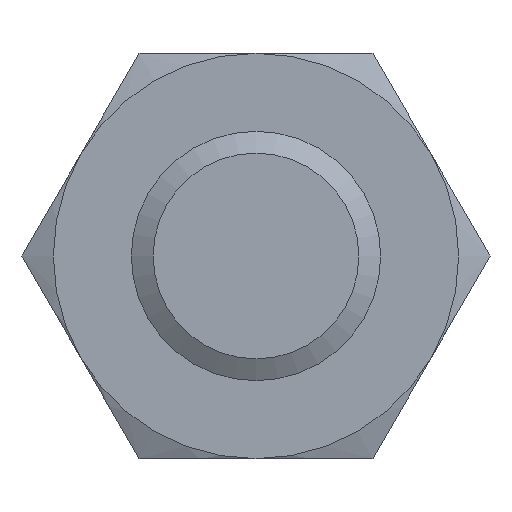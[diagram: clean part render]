
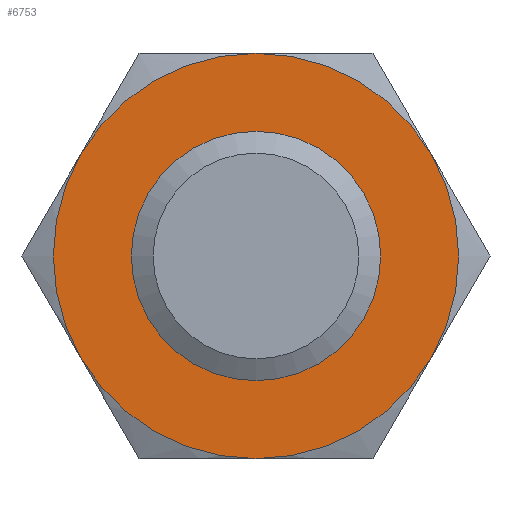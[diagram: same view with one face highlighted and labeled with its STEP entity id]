
A CAD part, left-side view. The second image highlights one B-rep face of the part: STEP entity #6753.
In plain terms, the highlighted planar face has unit normal (-1, 0, 0).
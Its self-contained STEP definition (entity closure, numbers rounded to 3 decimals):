
#2188 = VERTEX_POINT('',#2189);
#2189 = CARTESIAN_POINT('',(10.,0.,6.5));
#2209 = CONICAL_SURFACE('',#2210,6.5,1.222);
#2210 = AXIS2_PLACEMENT_3D('',#2211,#2212,#2213);
#2211 = CARTESIAN_POINT('',(10.,0.,0.));
#2212 = DIRECTION('',(1.,-0.,-0.));
#2213 = DIRECTION('',(-0.,0.,-1.));
#2263 = CONICAL_SURFACE('',#2264,6.5,1.222);
#2264 = AXIS2_PLACEMENT_3D('',#2265,#2266,#2267);
#2265 = CARTESIAN_POINT('',(10.,0.,0.));
#2266 = DIRECTION('',(1.,-0.,-0.));
#2267 = DIRECTION('',(-0.,0.,-1.));
#2768 = VERTEX_POINT('',#2769);
#2769 = CARTESIAN_POINT('',(10.,5.629,-3.25));
#2789 = CONICAL_SURFACE('',#2790,6.5,1.222);
#2790 = AXIS2_PLACEMENT_3D('',#2791,#2792,#2793);
#2791 = CARTESIAN_POINT('',(10.,0.,0.));
#2792 = DIRECTION('',(1.,-0.,-0.));
#2793 = DIRECTION('',(-0.,0.,-1.));
#2843 = CONICAL_SURFACE('',#2844,6.5,1.222);
#2844 = AXIS2_PLACEMENT_3D('',#2845,#2846,#2847);
#2845 = CARTESIAN_POINT('',(10.,0.,0.));
#2846 = DIRECTION('',(1.,-0.,-0.));
#2847 = DIRECTION('',(-0.,0.,-1.));
#2984 = VERTEX_POINT('',#2985);
#2985 = CARTESIAN_POINT('',(10.,-5.629,-3.25));
#3005 = CONICAL_SURFACE('',#3006,6.5,1.222);
#3006 = AXIS2_PLACEMENT_3D('',#3007,#3008,#3009);
#3007 = CARTESIAN_POINT('',(10.,0.,0.));
#3008 = DIRECTION('',(1.,-0.,-0.));
#3009 = DIRECTION('',(-0.,0.,-1.));
#3059 = CONICAL_SURFACE('',#3060,6.5,1.222);
#3060 = AXIS2_PLACEMENT_3D('',#3061,#3062,#3063);
#3061 = CARTESIAN_POINT('',(10.,0.,0.));
#3062 = DIRECTION('',(1.,-0.,-0.));
#3063 = DIRECTION('',(-0.,0.,-1.));
#5403 = VERTEX_POINT('',#5404);
#5404 = CARTESIAN_POINT('',(10.,-5.629,3.25));
#5454 = EDGE_CURVE('',#2188,#5403,#5455,.T.);
#5455 = SURFACE_CURVE('',#5456,(#5461,#5468),.PCURVE_S1.);
#5456 = CIRCLE('',#5457,6.5);
#5457 = AXIS2_PLACEMENT_3D('',#5458,#5459,#5460);
#5458 = CARTESIAN_POINT('',(10.,0.,0.));
#5459 = DIRECTION('',(1.,0.,-0.));
#5460 = DIRECTION('',(-0.,0.,-1.));
#5461 = PCURVE('',#2263,#5462);
#5462 = DEFINITIONAL_REPRESENTATION('',(#5463),#5467);
#5463 = LINE('',#5464,#5465);
#5464 = CARTESIAN_POINT('',(0.,0.));
#5465 = VECTOR('',#5466,1.);
#5466 = DIRECTION('',(1.,0.));
#5467 = ( GEOMETRIC_REPRESENTATION_CONTEXT(2) 
PARAMETRIC_REPRESENTATION_CONTEXT() REPRESENTATION_CONTEXT('2D SPACE',''
  ) );
#5468 = PCURVE('',#5469,#5474);
#5469 = PLANE('',#5470);
#5470 = AXIS2_PLACEMENT_3D('',#5471,#5472,#5473);
#5471 = CARTESIAN_POINT('',(10.,0.,0.));
#5472 = DIRECTION('',(1.,0.,-0.));
#5473 = DIRECTION('',(-0.,0.,-1.));
#5474 = DEFINITIONAL_REPRESENTATION('',(#5475),#5479);
#5475 = CIRCLE('',#5476,6.5);
#5476 = AXIS2_PLACEMENT_2D('',#5477,#5478);
#5477 = CARTESIAN_POINT('',(0.,0.));
#5478 = DIRECTION('',(1.,0.));
#5479 = ( GEOMETRIC_REPRESENTATION_CONTEXT(2) 
PARAMETRIC_REPRESENTATION_CONTEXT() REPRESENTATION_CONTEXT('2D SPACE',''
  ) );
#6540 = EDGE_CURVE('',#6541,#6541,#6543,.T.);
#6541 = VERTEX_POINT('',#6542);
#6542 = CARTESIAN_POINT('',(10.,0.,-4.));
#6543 = SURFACE_CURVE('',#6544,(#6549,#6561),.PCURVE_S1.);
#6544 = CIRCLE('',#6545,4.);
#6545 = AXIS2_PLACEMENT_3D('',#6546,#6547,#6548);
#6546 = CARTESIAN_POINT('',(10.,0.,0.));
#6547 = DIRECTION('',(1.,0.,-0.));
#6548 = DIRECTION('',(-0.,0.,-1.));
#6549 = PCURVE('',#6550,#6555);
#6550 = CYLINDRICAL_SURFACE('',#6551,4.);
#6551 = AXIS2_PLACEMENT_3D('',#6552,#6553,#6554);
#6552 = CARTESIAN_POINT('',(46.,0.,0.));
#6553 = DIRECTION('',(-1.,-0.,0.));
#6554 = DIRECTION('',(-0.,0.,-1.));
#6555 = DEFINITIONAL_REPRESENTATION('',(#6556),#6560);
#6556 = LINE('',#6557,#6558);
#6557 = CARTESIAN_POINT('',(6.283,36.));
#6558 = VECTOR('',#6559,1.);
#6559 = DIRECTION('',(-1.,0.));
#6560 = ( GEOMETRIC_REPRESENTATION_CONTEXT(2) 
PARAMETRIC_REPRESENTATION_CONTEXT() REPRESENTATION_CONTEXT('2D SPACE',''
  ) );
#6561 = PCURVE('',#5469,#6562);
#6562 = DEFINITIONAL_REPRESENTATION('',(#6563),#6567);
#6563 = CIRCLE('',#6564,4.);
#6564 = AXIS2_PLACEMENT_2D('',#6565,#6566);
#6565 = CARTESIAN_POINT('',(0.,0.));
#6566 = DIRECTION('',(1.,0.));
#6567 = ( GEOMETRIC_REPRESENTATION_CONTEXT(2) 
PARAMETRIC_REPRESENTATION_CONTEXT() REPRESENTATION_CONTEXT('2D SPACE',''
  ) );
#6654 = EDGE_CURVE('',#2984,#6655,#6657,.T.);
#6655 = VERTEX_POINT('',#6656);
#6656 = CARTESIAN_POINT('',(10.,0.,-6.5));
#6657 = SURFACE_CURVE('',#6658,(#6663,#6670),.PCURVE_S1.);
#6658 = CIRCLE('',#6659,6.5);
#6659 = AXIS2_PLACEMENT_3D('',#6660,#6661,#6662);
#6660 = CARTESIAN_POINT('',(10.,0.,0.));
#6661 = DIRECTION('',(1.,0.,-0.));
#6662 = DIRECTION('',(-0.,0.,-1.));
#6663 = PCURVE('',#3059,#6664);
#6664 = DEFINITIONAL_REPRESENTATION('',(#6665),#6669);
#6665 = LINE('',#6666,#6667);
#6666 = CARTESIAN_POINT('',(0.,0.));
#6667 = VECTOR('',#6668,1.);
#6668 = DIRECTION('',(1.,0.));
#6669 = ( GEOMETRIC_REPRESENTATION_CONTEXT(2) 
PARAMETRIC_REPRESENTATION_CONTEXT() REPRESENTATION_CONTEXT('2D SPACE',''
  ) );
#6670 = PCURVE('',#5469,#6671);
#6671 = DEFINITIONAL_REPRESENTATION('',(#6672),#6676);
#6672 = CIRCLE('',#6673,6.5);
#6673 = AXIS2_PLACEMENT_2D('',#6674,#6675);
#6674 = CARTESIAN_POINT('',(0.,0.));
#6675 = DIRECTION('',(1.,0.));
#6676 = ( GEOMETRIC_REPRESENTATION_CONTEXT(2) 
PARAMETRIC_REPRESENTATION_CONTEXT() REPRESENTATION_CONTEXT('2D SPACE',''
  ) );
#6753 = ADVANCED_FACE('',(#6754,#6848),#5469,.F.);
#6754 = FACE_BOUND('',#6755,.T.);
#6755 = EDGE_LOOP('',(#6756,#6780,#6802,#6803,#6825,#6826));
#6756 = ORIENTED_EDGE('',*,*,#6757,.F.);
#6757 = EDGE_CURVE('',#2768,#6758,#6760,.T.);
#6758 = VERTEX_POINT('',#6759);
#6759 = CARTESIAN_POINT('',(10.,5.629,3.25));
#6760 = SURFACE_CURVE('',#6761,(#6766,#6773),.PCURVE_S1.);
#6761 = CIRCLE('',#6762,6.5);
#6762 = AXIS2_PLACEMENT_3D('',#6763,#6764,#6765);
#6763 = CARTESIAN_POINT('',(10.,0.,0.));
#6764 = DIRECTION('',(1.,0.,-0.));
#6765 = DIRECTION('',(-0.,0.,-1.));
#6766 = PCURVE('',#5469,#6767);
#6767 = DEFINITIONAL_REPRESENTATION('',(#6768),#6772);
#6768 = CIRCLE('',#6769,6.5);
#6769 = AXIS2_PLACEMENT_2D('',#6770,#6771);
#6770 = CARTESIAN_POINT('',(0.,0.));
#6771 = DIRECTION('',(1.,0.));
#6772 = ( GEOMETRIC_REPRESENTATION_CONTEXT(2) 
PARAMETRIC_REPRESENTATION_CONTEXT() REPRESENTATION_CONTEXT('2D SPACE',''
  ) );
#6773 = PCURVE('',#2843,#6774);
#6774 = DEFINITIONAL_REPRESENTATION('',(#6775),#6779);
#6775 = LINE('',#6776,#6777);
#6776 = CARTESIAN_POINT('',(0.,0.));
#6777 = VECTOR('',#6778,1.);
#6778 = DIRECTION('',(1.,0.));
#6779 = ( GEOMETRIC_REPRESENTATION_CONTEXT(2) 
PARAMETRIC_REPRESENTATION_CONTEXT() REPRESENTATION_CONTEXT('2D SPACE',''
  ) );
#6780 = ORIENTED_EDGE('',*,*,#6781,.F.);
#6781 = EDGE_CURVE('',#6655,#2768,#6782,.T.);
#6782 = SURFACE_CURVE('',#6783,(#6788,#6795),.PCURVE_S1.);
#6783 = CIRCLE('',#6784,6.5);
#6784 = AXIS2_PLACEMENT_3D('',#6785,#6786,#6787);
#6785 = CARTESIAN_POINT('',(10.,0.,0.));
#6786 = DIRECTION('',(1.,0.,-0.));
#6787 = DIRECTION('',(-0.,0.,-1.));
#6788 = PCURVE('',#5469,#6789);
#6789 = DEFINITIONAL_REPRESENTATION('',(#6790),#6794);
#6790 = CIRCLE('',#6791,6.5);
#6791 = AXIS2_PLACEMENT_2D('',#6792,#6793);
#6792 = CARTESIAN_POINT('',(0.,0.));
#6793 = DIRECTION('',(1.,0.));
#6794 = ( GEOMETRIC_REPRESENTATION_CONTEXT(2) 
PARAMETRIC_REPRESENTATION_CONTEXT() REPRESENTATION_CONTEXT('2D SPACE',''
  ) );
#6795 = PCURVE('',#2789,#6796);
#6796 = DEFINITIONAL_REPRESENTATION('',(#6797),#6801);
#6797 = LINE('',#6798,#6799);
#6798 = CARTESIAN_POINT('',(0.,0.));
#6799 = VECTOR('',#6800,1.);
#6800 = DIRECTION('',(1.,0.));
#6801 = ( GEOMETRIC_REPRESENTATION_CONTEXT(2) 
PARAMETRIC_REPRESENTATION_CONTEXT() REPRESENTATION_CONTEXT('2D SPACE',''
  ) );
#6802 = ORIENTED_EDGE('',*,*,#6654,.F.);
#6803 = ORIENTED_EDGE('',*,*,#6804,.F.);
#6804 = EDGE_CURVE('',#5403,#2984,#6805,.T.);
#6805 = SURFACE_CURVE('',#6806,(#6811,#6818),.PCURVE_S1.);
#6806 = CIRCLE('',#6807,6.5);
#6807 = AXIS2_PLACEMENT_3D('',#6808,#6809,#6810);
#6808 = CARTESIAN_POINT('',(10.,0.,0.));
#6809 = DIRECTION('',(1.,0.,-0.));
#6810 = DIRECTION('',(-0.,0.,-1.));
#6811 = PCURVE('',#5469,#6812);
#6812 = DEFINITIONAL_REPRESENTATION('',(#6813),#6817);
#6813 = CIRCLE('',#6814,6.5);
#6814 = AXIS2_PLACEMENT_2D('',#6815,#6816);
#6815 = CARTESIAN_POINT('',(0.,0.));
#6816 = DIRECTION('',(1.,0.));
#6817 = ( GEOMETRIC_REPRESENTATION_CONTEXT(2) 
PARAMETRIC_REPRESENTATION_CONTEXT() REPRESENTATION_CONTEXT('2D SPACE',''
  ) );
#6818 = PCURVE('',#3005,#6819);
#6819 = DEFINITIONAL_REPRESENTATION('',(#6820),#6824);
#6820 = LINE('',#6821,#6822);
#6821 = CARTESIAN_POINT('',(0.,0.));
#6822 = VECTOR('',#6823,1.);
#6823 = DIRECTION('',(1.,0.));
#6824 = ( GEOMETRIC_REPRESENTATION_CONTEXT(2) 
PARAMETRIC_REPRESENTATION_CONTEXT() REPRESENTATION_CONTEXT('2D SPACE',''
  ) );
#6825 = ORIENTED_EDGE('',*,*,#5454,.F.);
#6826 = ORIENTED_EDGE('',*,*,#6827,.F.);
#6827 = EDGE_CURVE('',#6758,#2188,#6828,.T.);
#6828 = SURFACE_CURVE('',#6829,(#6834,#6841),.PCURVE_S1.);
#6829 = CIRCLE('',#6830,6.5);
#6830 = AXIS2_PLACEMENT_3D('',#6831,#6832,#6833);
#6831 = CARTESIAN_POINT('',(10.,0.,0.));
#6832 = DIRECTION('',(1.,0.,-0.));
#6833 = DIRECTION('',(-0.,0.,-1.));
#6834 = PCURVE('',#5469,#6835);
#6835 = DEFINITIONAL_REPRESENTATION('',(#6836),#6840);
#6836 = CIRCLE('',#6837,6.5);
#6837 = AXIS2_PLACEMENT_2D('',#6838,#6839);
#6838 = CARTESIAN_POINT('',(0.,0.));
#6839 = DIRECTION('',(1.,0.));
#6840 = ( GEOMETRIC_REPRESENTATION_CONTEXT(2) 
PARAMETRIC_REPRESENTATION_CONTEXT() REPRESENTATION_CONTEXT('2D SPACE',''
  ) );
#6841 = PCURVE('',#2209,#6842);
#6842 = DEFINITIONAL_REPRESENTATION('',(#6843),#6847);
#6843 = LINE('',#6844,#6845);
#6844 = CARTESIAN_POINT('',(0.,0.));
#6845 = VECTOR('',#6846,1.);
#6846 = DIRECTION('',(1.,0.));
#6847 = ( GEOMETRIC_REPRESENTATION_CONTEXT(2) 
PARAMETRIC_REPRESENTATION_CONTEXT() REPRESENTATION_CONTEXT('2D SPACE',''
  ) );
#6848 = FACE_BOUND('',#6849,.T.);
#6849 = EDGE_LOOP('',(#6850));
#6850 = ORIENTED_EDGE('',*,*,#6540,.T.);
